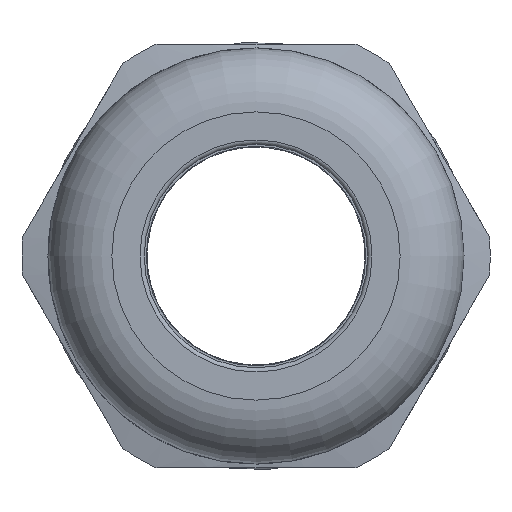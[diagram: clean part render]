
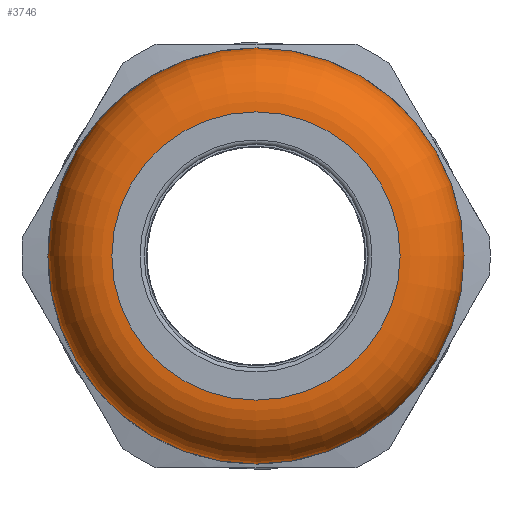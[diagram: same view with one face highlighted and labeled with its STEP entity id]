
A CAD part, left-side view. The second image highlights one B-rep face of the part: STEP entity #3746.
In plain terms, the highlighted toroidal (fillet/blend) face has major radius 6.81 mm and minor radius 3.02 mm.
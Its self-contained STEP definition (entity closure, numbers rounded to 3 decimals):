
#838=FACE_BOUND('',#1140,.T.);
#900=FACE_OUTER_BOUND('',#1139,.T.);
#1139=EDGE_LOOP('',(#2680));
#1140=EDGE_LOOP('',(#2681));
#1379=CIRCLE('',#4025,6.81);
#1395=CIRCLE('',#4061,9.83);
#1613=VERTEX_POINT('',#5672);
#1649=VERTEX_POINT('',#7122);
#1999=EDGE_CURVE('',#1613,#1613,#1379,.T.);
#2052=EDGE_CURVE('',#1649,#1649,#1395,.T.);
#2680=ORIENTED_EDGE('',*,*,#2052,.F.);
#2681=ORIENTED_EDGE('',*,*,#1999,.T.);
#3697=TOROIDAL_SURFACE('',#4060,6.81,3.02);
#3746=ADVANCED_FACE('',(#900,#838),#3697,.T.);
#4025=AXIS2_PLACEMENT_3D('',#5673,#4511,#4512);
#4060=AXIS2_PLACEMENT_3D('',#7121,#4596,#4597);
#4061=AXIS2_PLACEMENT_3D('',#7123,#4598,#4599);
#4511=DIRECTION('center_axis',(1.,0.,0.));
#4512=DIRECTION('ref_axis',(0.,0.,-1.));
#4596=DIRECTION('center_axis',(1.,0.,0.));
#4597=DIRECTION('ref_axis',(0.,0.,-1.));
#4598=DIRECTION('center_axis',(1.,0.,0.));
#4599=DIRECTION('ref_axis',(0.,0.,-1.));
#5672=CARTESIAN_POINT('',(-16.08,6.81,0.));
#5673=CARTESIAN_POINT('Origin',(-16.08,0.,0.));
#7121=CARTESIAN_POINT('Origin',(-13.06,0.,0.));
#7122=CARTESIAN_POINT('',(-13.06,9.83,0.));
#7123=CARTESIAN_POINT('Origin',(-13.06,0.,0.));
